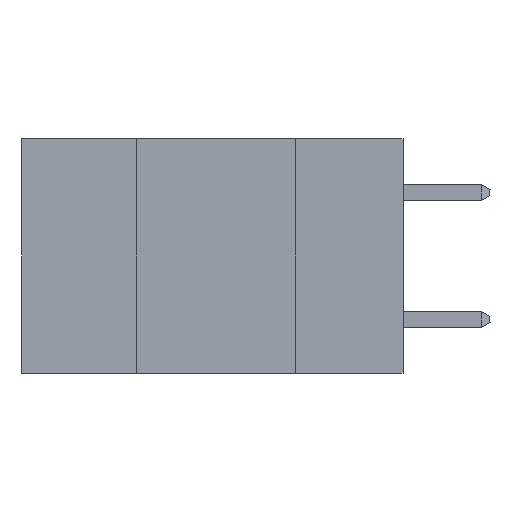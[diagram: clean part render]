
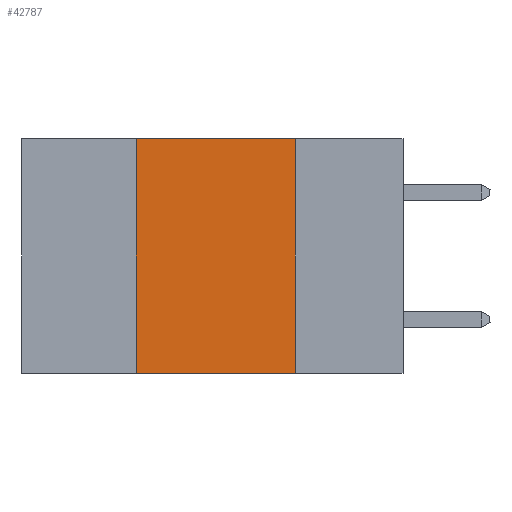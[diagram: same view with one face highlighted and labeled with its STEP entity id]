
A CAD part, left-side view. The second image highlights one B-rep face of the part: STEP entity #42787.
In plain terms, the highlighted planar face has unit normal (-1, 0, 0).
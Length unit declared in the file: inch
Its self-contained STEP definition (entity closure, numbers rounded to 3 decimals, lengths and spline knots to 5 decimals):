
#104 = CARTESIAN_POINT ( 'NONE',  ( 0., 0.17, 0. ) ) ;
#1609 = ORIENTED_EDGE ( 'NONE', *, *, #25775, .F. ) ;
#2709 = DIRECTION ( 'NONE',  ( 0., 0., -1. ) ) ;
#9456 = VECTOR ( 'NONE', #36242, 39.37008 ) ;
#12204 = LINE ( 'NONE', #18996, #9456 ) ;
#14222 = EDGE_LOOP ( 'NONE', ( #1609, #20229, #41655, #28226 ) ) ;
#15733 = LINE ( 'NONE', #104, #23816 ) ;
#16214 = LINE ( 'NONE', #32341, #23752 ) ;
#16358 = CARTESIAN_POINT ( 'NONE',  ( 0., 0.17, -0.37 ) ) ;
#18996 = CARTESIAN_POINT ( 'NONE',  ( 0., 0.6, 0. ) ) ;
#19323 = AXIS2_PLACEMENT_3D ( 'NONE', #40887, #44364, #2709 ) ;
#19423 = VERTEX_POINT ( 'NONE', #25349 ) ;
#20229 = ORIENTED_EDGE ( 'NONE', *, *, #31430, .F. ) ;
#23752 = VECTOR ( 'NONE', #32202, 39.37008 ) ;
#23816 = VECTOR ( 'NONE', #34685, 39.37008 ) ;
#24307 = DIRECTION ( 'NONE',  ( 0., 0., 1. ) ) ;
#24308 = VECTOR ( 'NONE', #24307, 39.37008 ) ;
#25349 = CARTESIAN_POINT ( 'NONE',  ( 0., 0.42, 0. ) ) ;
#25775 = EDGE_CURVE ( 'NONE', #27546, #39769, #15733, .T. ) ;
#27042 = EDGE_CURVE ( 'NONE', #36767, #19423, #35112, .T. ) ;
#27546 = VERTEX_POINT ( 'NONE', #29580 ) ;
#28226 = ORIENTED_EDGE ( 'NONE', *, *, #40800, .T. ) ;
#29580 = CARTESIAN_POINT ( 'NONE',  ( 0., 0.17, 0. ) ) ;
#29785 = CARTESIAN_POINT ( 'NONE',  ( 0., 0.42, -0.37 ) ) ;
#31276 = CARTESIAN_POINT ( 'NONE',  ( 0., 0.42, 0. ) ) ;
#31430 = EDGE_CURVE ( 'NONE', #19423, #27546, #12204, .T. ) ;
#32202 = DIRECTION ( 'NONE',  ( 0., -1., 0. ) ) ;
#32341 = CARTESIAN_POINT ( 'NONE',  ( 0., 0.6, -0.37 ) ) ;
#34383 = FACE_OUTER_BOUND ( 'NONE', #14222, .T. ) ;
#34685 = DIRECTION ( 'NONE',  ( 0., 0., -1. ) ) ;
#35112 = LINE ( 'NONE', #31276, #24308 ) ;
#36242 = DIRECTION ( 'NONE',  ( 0., -1., 0. ) ) ;
#36767 = VERTEX_POINT ( 'NONE', #29785 ) ;
#39769 = VERTEX_POINT ( 'NONE', #16358 ) ;
#40592 = PLANE ( 'NONE',  #19323 ) ;
#40800 = EDGE_CURVE ( 'NONE', #36767, #39769, #16214, .T. ) ;
#40887 = CARTESIAN_POINT ( 'NONE',  ( 0., 0.6, 0. ) ) ;
#41655 = ORIENTED_EDGE ( 'NONE', *, *, #27042, .F. ) ;
#42787 = ADVANCED_FACE ( 'NONE', ( #34383 ), #40592, .F. ) ;
#44364 = DIRECTION ( 'NONE',  ( 1., 0., 0. ) ) ;
